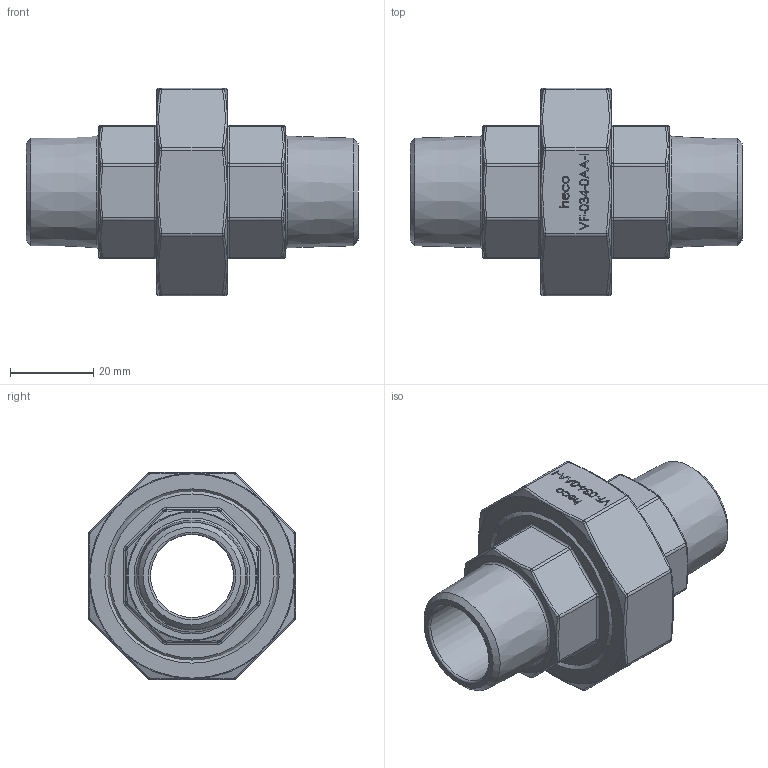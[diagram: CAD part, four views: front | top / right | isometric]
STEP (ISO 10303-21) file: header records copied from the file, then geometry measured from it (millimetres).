
FILE_DESCRIPTION (( 'STEP AP214' ), '1' );
FILE_NAME ('VF-034-0AA-I Verschraubung flach 2109.STEP', '2021-09-30T10:18:11', ( '' ), ( '' ), 'SwSTEP 2.0', 'SolidWorks 2019', '' );
FILE_SCHEMA (( 'AUTOMOTIVE_DESIGN' ));
Length unit declared in the file: millimetre
Products named in the file (1): VF-034-0AA-I Verschraubung flach 2109
Bounding box: 80 x 50 x 50 mm (x, y, z)
Volume: 46391.2 mm3; surface area: 24337.8 mm2
Topology: 4 solids, 4 shells, 418 faces, 1022 edges, 611 vertices
Faces by surface type: bspline 146, plane 145, cylinder 53, torus 45, cone 29
Full cylindrical faces by diameter (mm): 20 x2, 24 x2, 28 x2, 29 x1, 36 x1, 36.5 x1, 39.5 x2, 39.84 x1, 42 x1
Entity records: 21393 total; most frequent: CARTESIAN_POINT 8430, ORIENTED_EDGE 1836, DIRECTION 1365, EDGE_CURVE 918, VERTEX_POINT 592, EDGE_LOOP 510, AXIS2_PLACEMENT_3D 483, FACE_OUTER_BOUND 460
